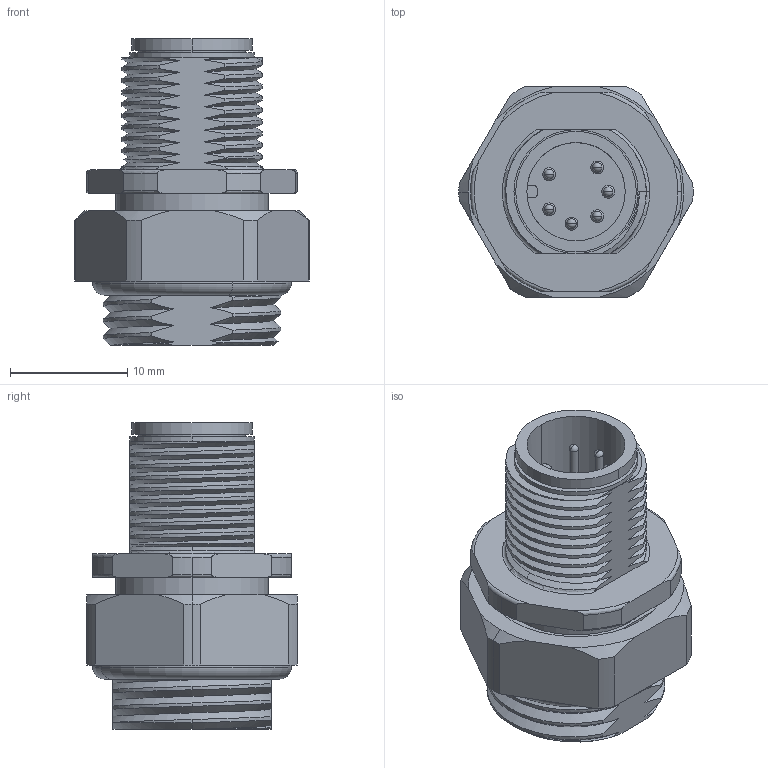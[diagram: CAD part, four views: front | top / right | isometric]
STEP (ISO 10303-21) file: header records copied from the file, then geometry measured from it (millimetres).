
FILE_DESCRIPTION (( 'STEP AP203' ), '1' );
FILE_NAME ('FEZ62-.STEP', '2019-03-13T02:51:05', ( 'User' ), ( 'china' ), 'SwSTEP 2.0', 'SolidWorks 2012', '' );
FILE_SCHEMA (( 'CONFIG_CONTROL_DESIGN' ));
Length unit declared in the file: millimetre
Products named in the file (7): FEZ62-; M12-6、8芯插针（法兰用）; M12-Pg9后锁紧加长法兰螺母; O型圈-9X1; O型圈-15X2; M12-A扣6芯针座（法兰用）; M12-Pg9针座后锁紧加长法兰
Assembly tree (11 placements, depth 2):
  FEZ62-
    M12-Pg9针座后锁紧加长法兰
    M12-A扣6芯针座（法兰用）
    O型圈-15X2
    O型圈-9X1
    M12-Pg9后锁紧加长法兰螺母
    M12-6、8芯插针（法兰用）  x6
Bounding box: 20 x 18.01 x 26.2 mm (x, y, z)
Volume: 2565.7 mm3; surface area: 5202.8 mm2
Topology: 11 solids, 11 shells, 397 faces, 1013 edges, 649 vertices
Faces by surface type: cylinder 163, plane 91, bspline 66, torus 33, cone 32, sphere 12
Entity records: 30213 total; most frequent: CARTESIAN_POINT 22434, ORIENTED_EDGE 1638, DIRECTION 1250, EDGE_CURVE 819, VERTEX_POINT 532, AXIS2_PLACEMENT_3D 495, EDGE_LOOP 335, FACE_OUTER_BOUND 307
